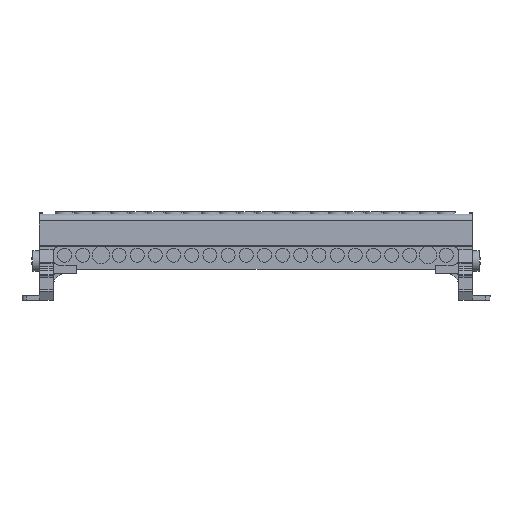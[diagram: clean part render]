
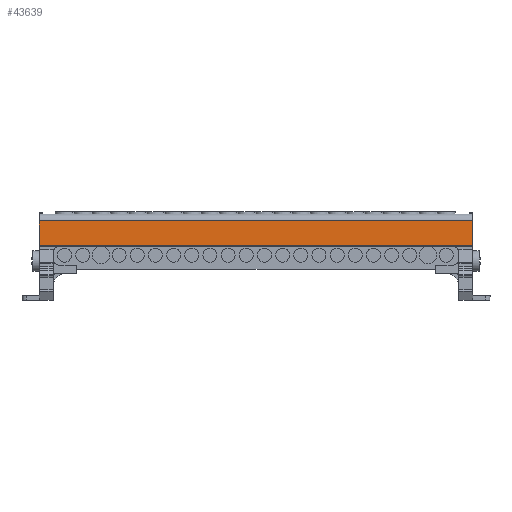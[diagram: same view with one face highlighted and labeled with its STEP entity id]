
A CAD part, top view. The second image highlights one B-rep face of the part: STEP entity #43639.
In plain terms, the highlighted planar face has unit normal (0, 0.018, 1).
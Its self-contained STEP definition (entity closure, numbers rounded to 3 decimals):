
#9139 = EDGE_CURVE ( 'NONE', #13318, #13006, #30697, .T. ) ;
#9178 = EDGE_CURVE ( 'NONE', #13117, #13088, #30910, .T. ) ;
#9494 = EDGE_CURVE ( 'NONE', #13088, #13318, #37664, .T. ) ;
#10364 = VECTOR ( 'NONE', #30770, 1000. ) ;
#13006 = VERTEX_POINT ( 'NONE', #19889 ) ;
#13088 = VERTEX_POINT ( 'NONE', #45619 ) ;
#13117 = VERTEX_POINT ( 'NONE', #45639 ) ;
#13318 = VERTEX_POINT ( 'NONE', #45785 ) ;
#19889 = CARTESIAN_POINT ( 'NONE',  ( 103.284, -24.744, 103.217 ) ) ;
#22118 = VECTOR ( 'NONE', #37665, 1000. ) ;
#22193 = VECTOR ( 'NONE', #30887, 1000. ) ;
#22551 = VECTOR ( 'NONE', #24699, 1000. ) ;
#22856 = AXIS2_PLACEMENT_3D ( 'NONE', #23787, #23824, #23838 ) ;
#23787 = CARTESIAN_POINT ( 'NONE',  ( 24.193, -35.337, 103.402 ) ) ;
#23792 = PLANE ( 'NONE',  #22856 ) ;
#23804 = FACE_OUTER_BOUND ( 'NONE', #39065, .T. ) ;
#23824 = DIRECTION ( 'NONE',  ( 0., -0.017, -1. ) ) ;
#23838 = DIRECTION ( 'NONE',  ( 0., -1., 0.017 ) ) ;
#24661 = LINE ( 'NONE', #24668, #22551 ) ;
#24668 = CARTESIAN_POINT ( 'NONE',  ( 103.284, -35.337, 103.402 ) ) ;
#24699 = DIRECTION ( 'NONE',  ( 0., 1., -0.017 ) ) ;
#30697 = LINE ( 'NONE', #30753, #10364 ) ;
#30753 = CARTESIAN_POINT ( 'NONE',  ( 10.998, -24.744, 103.217 ) ) ;
#30770 = DIRECTION ( 'NONE',  ( 1., 0., 0. ) ) ;
#30876 = CARTESIAN_POINT ( 'NONE',  ( 24.193, -35.337, 103.402 ) ) ;
#30887 = DIRECTION ( 'NONE',  ( -1., 0., 0. ) ) ;
#30910 = LINE ( 'NONE', #30876, #22193 ) ;
#32699 = ORIENTED_EDGE ( 'NONE', *, *, #9494, .F. ) ;
#32721 = ORIENTED_EDGE ( 'NONE', *, *, #43504, .T. ) ;
#32727 = ORIENTED_EDGE ( 'NONE', *, *, #9178, .F. ) ;
#32744 = ORIENTED_EDGE ( 'NONE', *, *, #9139, .F. ) ;
#37660 = CARTESIAN_POINT ( 'NONE',  ( -82.717, -35.337, 103.402 ) ) ;
#37664 = LINE ( 'NONE', #37660, #22118 ) ;
#37665 = DIRECTION ( 'NONE',  ( 0., 1., -0.017 ) ) ;
#39065 = EDGE_LOOP ( 'NONE', ( #32699, #32727, #32721, #32744 ) ) ;
#43504 = EDGE_CURVE ( 'NONE', #13117, #13006, #24661, .T. ) ;
#43639 = ADVANCED_FACE ( 'NONE', ( #23804 ), #23792, .F. ) ;
#45619 = CARTESIAN_POINT ( 'NONE',  ( -82.717, -35.337, 103.402 ) ) ;
#45639 = CARTESIAN_POINT ( 'NONE',  ( 103.284, -35.337, 103.402 ) ) ;
#45785 = CARTESIAN_POINT ( 'NONE',  ( -82.717, -24.744, 103.217 ) ) ;
